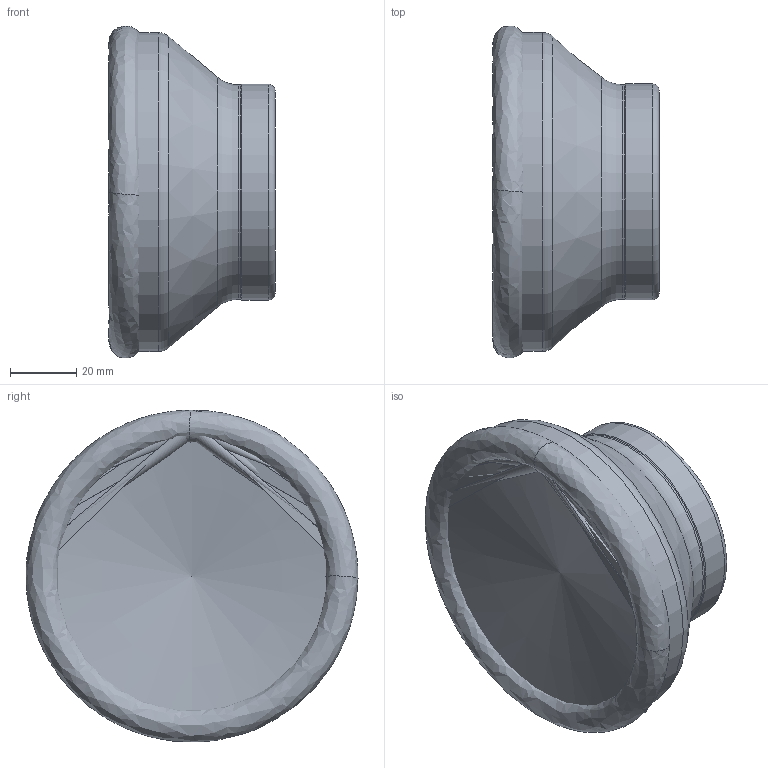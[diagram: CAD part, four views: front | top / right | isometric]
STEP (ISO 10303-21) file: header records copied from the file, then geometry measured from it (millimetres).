
FILE_DESCRIPTION(/* description */ (''),/* implementation_level */ '2;1');
FILE_NAME(/* name */ 'model1.stp',/* time_stamp */ '2023-11-02T15:26:00+03:00',/* author */ (''),/* organization */ (''),/* preprocessor_version */ 'ST-DEVELOPER v19.4',/* originating_system */ 'SIEMENS PLM Software NX2306.3001',/* authorisation */ '');
FILE_SCHEMA (('AUTOMOTIVE_DESIGN { 1 0 10303 214 3 1 1 1 }'));
Length unit declared in the file: millimetre
Products named in the file (1): model1_objects
Bounding box: 50 x 99.94 x 99.94 mm (x, y, z)
Volume: 321374.8 mm3; surface area: 71268.6 mm2
Topology: 2 solids, 2 shells, 13 faces, 31 edges, 19 vertices
Faces by surface type: cylinder 3, torus 3, cone 3, bspline 2, plane 1, revolution 1
Full cylindrical faces by diameter (mm): 64.6 x1, 65 x1, 96 x1
Entity records: 510 total; most frequent: CARTESIAN_POINT 180, DIRECTION 47, FACE_BOUND 24, EDGE_LOOP 24, ORIENTED_EDGE 24, AXIS2_PLACEMENT_3D 23, PRESENTATION_STYLE_ASSIGNMENT 13, SURFACE_STYLE_USAGE 13
